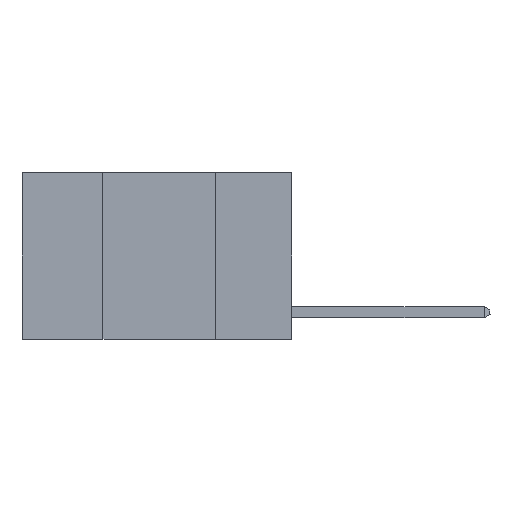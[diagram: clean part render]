
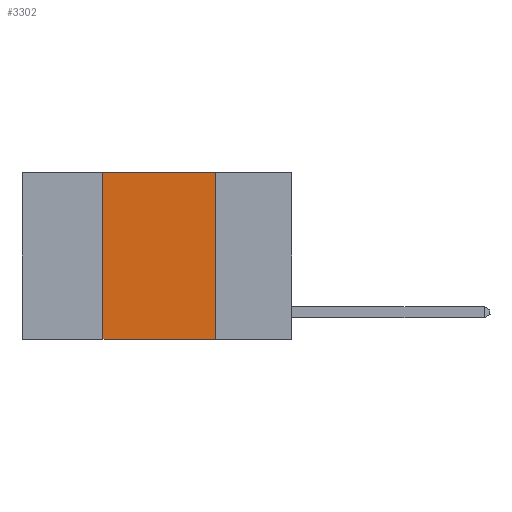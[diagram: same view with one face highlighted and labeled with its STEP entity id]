
A CAD part, left-side view. The second image highlights one B-rep face of the part: STEP entity #3302.
In plain terms, the highlighted planar face has unit normal (-1, 0, 0).
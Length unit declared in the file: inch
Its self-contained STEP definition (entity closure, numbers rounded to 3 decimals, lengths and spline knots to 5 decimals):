
#203 = CARTESIAN_POINT ( 'NONE',  ( 0., 0.17, -0.37 ) ) ;
#360 = LINE ( 'NONE', #10173, #6885 ) ;
#524 = EDGE_CURVE ( 'NONE', #1515, #568, #5921, .T. ) ;
#541 = VECTOR ( 'NONE', #1069, 39.37008 ) ;
#568 = VERTEX_POINT ( 'NONE', #203 ) ;
#1069 = DIRECTION ( 'NONE',  ( 0., -1., 0. ) ) ;
#1283 = CARTESIAN_POINT ( 'NONE',  ( 0., 0.42, 0. ) ) ;
#1515 = VERTEX_POINT ( 'NONE', #8102 ) ;
#1751 = CARTESIAN_POINT ( 'NONE',  ( 0., 0.6, 0. ) ) ;
#1852 = CARTESIAN_POINT ( 'NONE',  ( 0., 0.42, 0. ) ) ;
#1968 = VECTOR ( 'NONE', #6969, 39.37008 ) ;
#2850 = EDGE_LOOP ( 'NONE', ( #5284, #6709, #4690, #3954 ) ) ;
#2918 = VERTEX_POINT ( 'NONE', #1852 ) ;
#3302 = ADVANCED_FACE ( 'NONE', ( #3369 ), #5200, .F. ) ;
#3369 = FACE_OUTER_BOUND ( 'NONE', #2850, .T. ) ;
#3525 = EDGE_CURVE ( 'NONE', #5521, #568, #8757, .T. ) ;
#3954 = ORIENTED_EDGE ( 'NONE', *, *, #3525, .T. ) ;
#4690 = ORIENTED_EDGE ( 'NONE', *, *, #7190, .F. ) ;
#4990 = CARTESIAN_POINT ( 'NONE',  ( 0., 0.17, 0. ) ) ;
#5017 = DIRECTION ( 'NONE',  ( 0., -1., 0. ) ) ;
#5200 = PLANE ( 'NONE',  #6716 ) ;
#5284 = ORIENTED_EDGE ( 'NONE', *, *, #524, .F. ) ;
#5521 = VERTEX_POINT ( 'NONE', #8787 ) ;
#5921 = LINE ( 'NONE', #4990, #9597 ) ;
#6034 = CARTESIAN_POINT ( 'NONE',  ( 0., 0.6, -0.37 ) ) ;
#6709 = ORIENTED_EDGE ( 'NONE', *, *, #8202, .F. ) ;
#6716 = AXIS2_PLACEMENT_3D ( 'NONE', #1751, #8918, #6741 ) ;
#6741 = DIRECTION ( 'NONE',  ( 0., 0., -1. ) ) ;
#6885 = VECTOR ( 'NONE', #5017, 39.37008 ) ;
#6969 = DIRECTION ( 'NONE',  ( 0., 0., 1. ) ) ;
#7190 = EDGE_CURVE ( 'NONE', #5521, #2918, #8384, .T. ) ;
#8102 = CARTESIAN_POINT ( 'NONE',  ( 0., 0.17, 0. ) ) ;
#8202 = EDGE_CURVE ( 'NONE', #2918, #1515, #360, .T. ) ;
#8384 = LINE ( 'NONE', #1283, #1968 ) ;
#8757 = LINE ( 'NONE', #6034, #541 ) ;
#8787 = CARTESIAN_POINT ( 'NONE',  ( 0., 0.42, -0.37 ) ) ;
#8918 = DIRECTION ( 'NONE',  ( 1., 0., 0. ) ) ;
#9597 = VECTOR ( 'NONE', #10095, 39.37008 ) ;
#10095 = DIRECTION ( 'NONE',  ( 0., 0., -1. ) ) ;
#10173 = CARTESIAN_POINT ( 'NONE',  ( 0., 0.6, 0. ) ) ;
